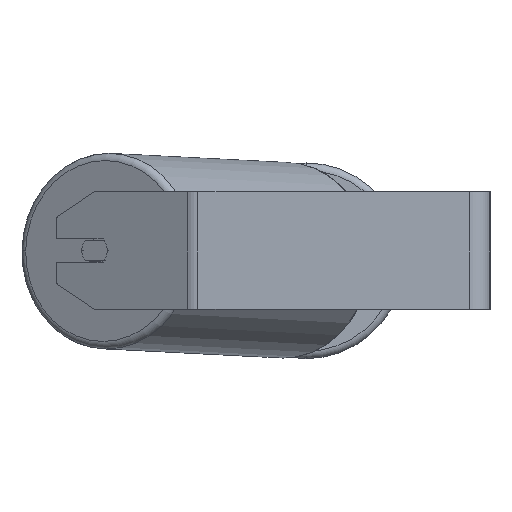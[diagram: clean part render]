
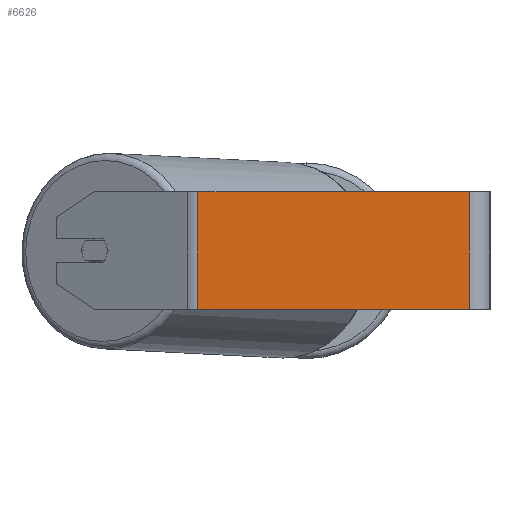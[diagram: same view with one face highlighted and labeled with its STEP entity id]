
A CAD part, left-side view. The second image highlights one B-rep face of the part: STEP entity #6626.
In plain terms, the highlighted planar face has unit normal (-1, 0, 0).
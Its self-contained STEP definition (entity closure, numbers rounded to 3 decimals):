
#101 = LINE ( 'NONE', #8284, #7813 ) ;
#162 = VECTOR ( 'NONE', #5252, 1000. ) ;
#390 = CARTESIAN_POINT ( 'NONE',  ( -430., 202.169, -40. ) ) ;
#496 = DIRECTION ( 'NONE',  ( 0., 0., -1. ) ) ;
#536 = LINE ( 'NONE', #1151, #6298 ) ;
#847 = EDGE_CURVE ( 'NONE', #3026, #1106, #536, .T. ) ;
#1106 = VERTEX_POINT ( 'NONE', #6706 ) ;
#1151 = CARTESIAN_POINT ( 'NONE',  ( -430., 14., 40. ) ) ;
#1156 = ORIENTED_EDGE ( 'NONE', *, *, #847, .F. ) ;
#1169 = AXIS2_PLACEMENT_3D ( 'NONE', #4569, #3250, #496 ) ;
#1254 = PLANE ( 'NONE',  #1169 ) ;
#2070 = VECTOR ( 'NONE', #8225, 1000. ) ;
#2180 = VERTEX_POINT ( 'NONE', #4493 ) ;
#2594 = EDGE_LOOP ( 'NONE', ( #8350, #1156, #7013, #7315 ) ) ;
#3026 = VERTEX_POINT ( 'NONE', #8580 ) ;
#3210 = EDGE_CURVE ( 'NONE', #2180, #5841, #7532, .T. ) ;
#3250 = DIRECTION ( 'NONE',  ( 1., 0., 0. ) ) ;
#4493 = CARTESIAN_POINT ( 'NONE',  ( -430., 198.418, 40. ) ) ;
#4569 = CARTESIAN_POINT ( 'NONE',  ( -430., 202.169, 40. ) ) ;
#5081 = LINE ( 'NONE', #390, #162 ) ;
#5252 = DIRECTION ( 'NONE',  ( 0., -1., 0. ) ) ;
#5361 = FACE_OUTER_BOUND ( 'NONE', #2594, .T. ) ;
#5449 = DIRECTION ( 'NONE',  ( 0., -1., 0. ) ) ;
#5720 = EDGE_CURVE ( 'NONE', #5841, #1106, #5081, .T. ) ;
#5841 = VERTEX_POINT ( 'NONE', #8000 ) ;
#6026 = DIRECTION ( 'NONE',  ( 0., 0., -1. ) ) ;
#6298 = VECTOR ( 'NONE', #6026, 1000. ) ;
#6626 = ADVANCED_FACE ( 'NONE', ( #5361 ), #1254, .F. ) ;
#6706 = CARTESIAN_POINT ( 'NONE',  ( -430., 14., -40. ) ) ;
#6766 = EDGE_CURVE ( 'NONE', #2180, #3026, #101, .T. ) ;
#7013 = ORIENTED_EDGE ( 'NONE', *, *, #6766, .F. ) ;
#7315 = ORIENTED_EDGE ( 'NONE', *, *, #3210, .T. ) ;
#7532 = LINE ( 'NONE', #7577, #2070 ) ;
#7577 = CARTESIAN_POINT ( 'NONE',  ( -430., 198.418, 40. ) ) ;
#7813 = VECTOR ( 'NONE', #5449, 1000. ) ;
#8000 = CARTESIAN_POINT ( 'NONE',  ( -430., 198.418, -40. ) ) ;
#8225 = DIRECTION ( 'NONE',  ( 0., 0., -1. ) ) ;
#8284 = CARTESIAN_POINT ( 'NONE',  ( -430., 202.169, 40. ) ) ;
#8350 = ORIENTED_EDGE ( 'NONE', *, *, #5720, .T. ) ;
#8580 = CARTESIAN_POINT ( 'NONE',  ( -430., 14., 40. ) ) ;
